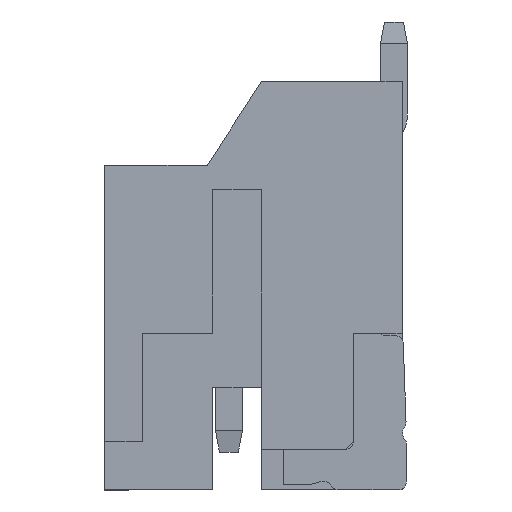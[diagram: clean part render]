
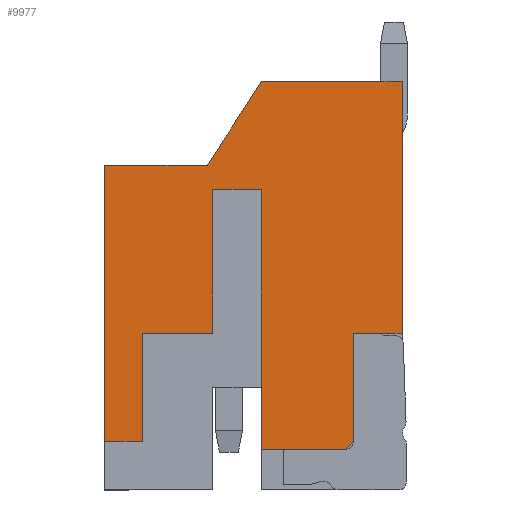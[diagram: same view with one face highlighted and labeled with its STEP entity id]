
A CAD part, left-side view. The second image highlights one B-rep face of the part: STEP entity #9977.
In plain terms, the highlighted planar face has unit normal (-1, 0, 0).
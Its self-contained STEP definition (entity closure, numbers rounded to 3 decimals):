
#1485=DIRECTION('',(0.,0.,-1.));
#1486=VECTOR('',#1485,5.1);
#1487=CARTESIAN_POINT('',(-15.95,0.,6.));
#1488=LINE('',#1487,#1486);
#1489=DIRECTION('',(0.,1.,0.));
#1490=VECTOR('',#1489,1.9);
#1491=CARTESIAN_POINT('',(-15.95,-1.9,6.));
#1492=LINE('',#1491,#1490);
#1493=DIRECTION('',(0.,0.542,-0.84));
#1494=VECTOR('',#1493,1.845);
#1495=CARTESIAN_POINT('',(-15.95,-2.9,7.55));
#1496=LINE('',#1495,#1494);
#1497=DIRECTION('',(0.,1.,0.));
#1498=VECTOR('',#1497,2.6);
#1499=CARTESIAN_POINT('',(-15.95,-5.5,7.55));
#1500=LINE('',#1499,#1498);
#1501=DIRECTION('',(0.,0.,1.));
#1502=VECTOR('',#1501,4.65);
#1503=CARTESIAN_POINT('',(-15.95,-5.5,2.9));
#1504=LINE('',#1503,#1502);
#1505=DIRECTION('',(0.,-0.707,0.707));
#1506=VECTOR('',#1505,0.212);
#1507=CARTESIAN_POINT('',(-15.95,-4.45,0.75));
#1508=LINE('',#1507,#1506);
#1509=DIRECTION('',(0.,-1.,0.));
#1510=VECTOR('',#1509,1.55);
#1511=CARTESIAN_POINT('',(-15.95,-2.9,0.75));
#1512=LINE('',#1511,#1510);
#1513=DIRECTION('',(0.,-1.,0.));
#1514=VECTOR('',#1513,1.3);
#1515=CARTESIAN_POINT('',(-15.95,-0.7,2.9));
#1516=LINE('',#1515,#1514);
#1521=DIRECTION('',(0.,0.,1.));
#1522=VECTOR('',#1521,2.65);
#1523=CARTESIAN_POINT('',(-15.95,-2.,2.9));
#1524=LINE('',#1523,#1522);
#1533=DIRECTION('',(0.,-1.,0.));
#1534=VECTOR('',#1533,0.9);
#1535=CARTESIAN_POINT('',(-15.95,-2.,5.55));
#1536=LINE('',#1535,#1534);
#1545=DIRECTION('',(0.,0.,-1.));
#1546=VECTOR('',#1545,4.8);
#1547=CARTESIAN_POINT('',(-15.95,-2.9,5.55));
#1548=LINE('',#1547,#1546);
#5683=DIRECTION('',(0.,-1.,0.));
#5684=VECTOR('',#5683,0.7);
#5685=CARTESIAN_POINT('',(-15.95,0.,0.9));
#5686=LINE('',#5685,#5684);
#5707=DIRECTION('',(0.,0.,1.));
#5708=VECTOR('',#5707,2.);
#5709=CARTESIAN_POINT('',(-15.95,-0.7,0.9));
#5710=LINE('',#5709,#5708);
#5915=DIRECTION('',(0.,-1.,0.));
#5916=VECTOR('',#5915,0.9);
#5917=CARTESIAN_POINT('',(-15.95,-4.6,2.9));
#5918=LINE('',#5917,#5916);
#6103=DIRECTION('',(0.,0.,1.));
#6104=VECTOR('',#6103,2.);
#6105=CARTESIAN_POINT('',(-15.95,-4.6,0.9));
#6106=LINE('',#6105,#6104);
#7115=CARTESIAN_POINT('',(-15.95,-1.9,6.));
#7116=VERTEX_POINT('',#7115);
#7117=CARTESIAN_POINT('',(-15.95,0.,6.));
#7118=VERTEX_POINT('',#7117);
#7429=CARTESIAN_POINT('',(-15.95,-5.5,2.9));
#7430=VERTEX_POINT('',#7429);
#7431=CARTESIAN_POINT('',(-15.95,-5.5,7.55));
#7432=VERTEX_POINT('',#7431);
#7469=CARTESIAN_POINT('',(-15.95,-2.9,0.75));
#7470=VERTEX_POINT('',#7469);
#7471=CARTESIAN_POINT('',(-15.95,-4.45,0.75));
#7472=VERTEX_POINT('',#7471);
#7539=CARTESIAN_POINT('',(-15.95,0.,0.9));
#7540=VERTEX_POINT('',#7539);
#7561=CARTESIAN_POINT('',(-15.95,-2.9,7.55));
#7562=VERTEX_POINT('',#7561);
#7563=CARTESIAN_POINT('',(-15.95,-0.7,2.9));
#7564=CARTESIAN_POINT('',(-15.95,-2.,2.9));
#7565=VERTEX_POINT('',#7563);
#7566=VERTEX_POINT('',#7564);
#7567=CARTESIAN_POINT('',(-15.95,-0.7,0.9));
#7568=VERTEX_POINT('',#7567);
#7569=CARTESIAN_POINT('',(-15.95,-4.6,2.9));
#7570=VERTEX_POINT('',#7569);
#7571=CARTESIAN_POINT('',(-15.95,-4.6,0.9));
#7572=VERTEX_POINT('',#7571);
#7573=CARTESIAN_POINT('',(-15.95,-2.9,5.55));
#7574=VERTEX_POINT('',#7573);
#7575=CARTESIAN_POINT('',(-15.95,-2.,5.55));
#7576=VERTEX_POINT('',#7575);
#9943=CARTESIAN_POINT('',(-15.95,-2.75,4.15));
#9944=DIRECTION('',(1.,0.,0.));
#9945=DIRECTION('',(0.,-1.,0.));
#9946=AXIS2_PLACEMENT_3D('',#9943,#9944,#9945);
#9947=PLANE('',#9946);
#9949=ORIENTED_EDGE('',*,*,#9948,.F.);
#9951=ORIENTED_EDGE('',*,*,#9950,.F.);
#9953=ORIENTED_EDGE('',*,*,#9952,.F.);
#9955=ORIENTED_EDGE('',*,*,#9954,.F.);
#9957=ORIENTED_EDGE('',*,*,#9956,.F.);
#9959=ORIENTED_EDGE('',*,*,#9958,.F.);
#9961=ORIENTED_EDGE('',*,*,#9960,.F.);
#9962=ORIENTED_EDGE('',*,*,#9395,.F.);
#9964=ORIENTED_EDGE('',*,*,#9963,.F.);
#9966=ORIENTED_EDGE('',*,*,#9965,.F.);
#9967=ORIENTED_EDGE('',*,*,#9931,.F.);
#9968=ORIENTED_EDGE('',*,*,#9504,.F.);
#9970=ORIENTED_EDGE('',*,*,#9969,.F.);
#9972=ORIENTED_EDGE('',*,*,#9971,.F.);
#9974=ORIENTED_EDGE('',*,*,#9973,.F.);
#9975=EDGE_LOOP('',(#9949,#9951,#9953,#9955,#9957,#9959,#9961,#9962,#9964,#9966,
#9967,#9968,#9970,#9972,#9974));
#9976=FACE_OUTER_BOUND('',#9975,.F.);
#9977=ADVANCED_FACE('',(#9976),#9947,.F.);
#9395=EDGE_CURVE('',#7430,#7432,#1504,.T.);
#9504=EDGE_CURVE('',#7470,#7472,#1512,.T.);
#9931=EDGE_CURVE('',#7472,#7572,#1508,.T.);
#9948=EDGE_CURVE('',#7565,#7566,#1516,.T.);
#9950=EDGE_CURVE('',#7568,#7565,#5710,.T.);
#9952=EDGE_CURVE('',#7540,#7568,#5686,.T.);
#9954=EDGE_CURVE('',#7118,#7540,#1488,.T.);
#9956=EDGE_CURVE('',#7116,#7118,#1492,.T.);
#9958=EDGE_CURVE('',#7562,#7116,#1496,.T.);
#9960=EDGE_CURVE('',#7432,#7562,#1500,.T.);
#9963=EDGE_CURVE('',#7570,#7430,#5918,.T.);
#9965=EDGE_CURVE('',#7572,#7570,#6106,.T.);
#9969=EDGE_CURVE('',#7574,#7470,#1548,.T.);
#9971=EDGE_CURVE('',#7576,#7574,#1536,.T.);
#9973=EDGE_CURVE('',#7566,#7576,#1524,.T.);
